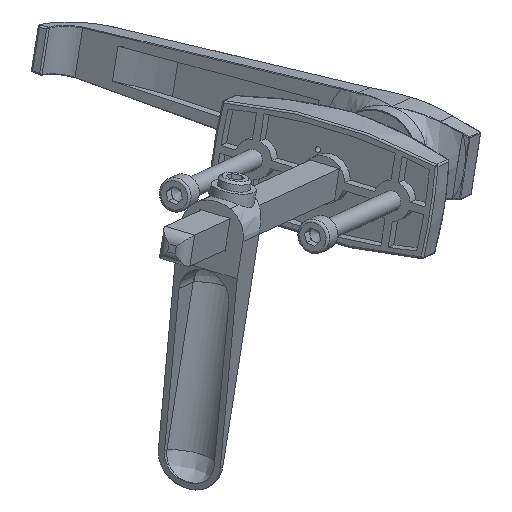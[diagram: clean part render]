
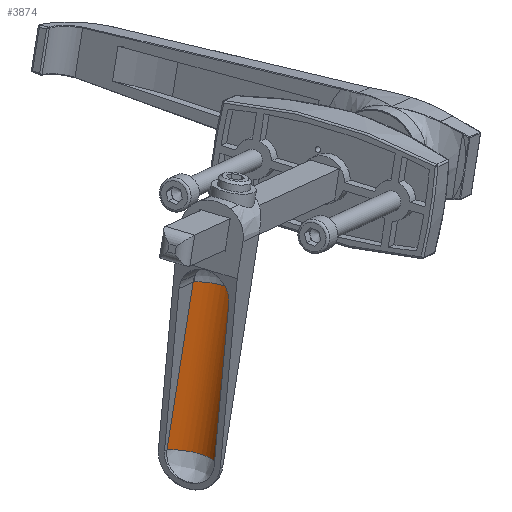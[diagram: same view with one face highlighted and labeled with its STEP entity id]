
A CAD part, front view. The second image highlights one B-rep face of the part: STEP entity #3874.
In plain terms, the highlighted cylindrical face has radius 7.82 mm (diameter 15.64 mm), a partial arc.
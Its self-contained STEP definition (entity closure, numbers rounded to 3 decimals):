
#379=FACE_OUTER_BOUND('',#619,.T.);
#619=EDGE_LOOP('',(#3344,#3345,#3346,#3347,#3348));
#842=CIRCLE('',#4275,7.82);
#843=CIRCLE('',#4277,7.82);
#844=CIRCLE('',#4278,7.82);
#1088=LINE('',#8977,#1385);
#1092=LINE('',#8986,#1389);
#1385=VECTOR('',#5198,1000.);
#1389=VECTOR('',#5204,1000.);
#1847=VERTEX_POINT('',#8965);
#1851=VERTEX_POINT('',#8974);
#1853=VERTEX_POINT('',#8980);
#1855=VERTEX_POINT('',#8984);
#1856=VERTEX_POINT('',#9316);
#2392=EDGE_CURVE('',#1851,#1847,#1088,.T.);
#2396=EDGE_CURVE('',#1853,#1855,#1092,.T.);
#2399=EDGE_CURVE('',#1851,#1855,#842,.T.);
#2400=EDGE_CURVE('',#1847,#1856,#843,.T.);
#2401=EDGE_CURVE('',#1856,#1853,#844,.T.);
#3344=ORIENTED_EDGE('',*,*,#2399,.F.);
#3345=ORIENTED_EDGE('',*,*,#2392,.T.);
#3346=ORIENTED_EDGE('',*,*,#2400,.T.);
#3347=ORIENTED_EDGE('',*,*,#2401,.T.);
#3348=ORIENTED_EDGE('',*,*,#2396,.T.);
#3692=CYLINDRICAL_SURFACE('',#4276,7.82);
#3874=ADVANCED_FACE('',(#379),#3692,.F.);
#4275=AXIS2_PLACEMENT_3D('',#9314,#5205,#5206);
#4276=AXIS2_PLACEMENT_3D('',#9315,#5207,#5208);
#4277=AXIS2_PLACEMENT_3D('',#9317,#5209,#5210);
#4278=AXIS2_PLACEMENT_3D('',#9318,#5211,#5212);
#5198=DIRECTION('',(0.146,-0.302,0.942));
#5204=DIRECTION('',(-0.146,0.302,-0.942));
#5205=DIRECTION('center_axis',(0.146,-0.302,0.942));
#5206=DIRECTION('ref_axis',(-0.879,0.397,0.264));
#5207=DIRECTION('center_axis',(0.146,-0.302,0.942));
#5208=DIRECTION('ref_axis',(-0.879,0.397,0.264));
#5209=DIRECTION('center_axis',(0.146,-0.302,0.942));
#5210=DIRECTION('ref_axis',(-0.879,0.397,0.264));
#5211=DIRECTION('center_axis',(0.146,-0.302,0.942));
#5212=DIRECTION('ref_axis',(-0.879,0.397,0.264));
#8965=CARTESIAN_POINT('',(347.612,23.857,-104.949));
#8974=CARTESIAN_POINT('',(341.313,36.861,-145.448));
#8977=CARTESIAN_POINT('',(347.612,23.857,-104.949));
#8980=CARTESIAN_POINT('',(335.615,29.272,-101.344));
#8984=CARTESIAN_POINT('',(329.316,42.277,-141.844));
#8986=CARTESIAN_POINT('',(335.615,29.272,-101.344));
#9314=CARTESIAN_POINT('Origin',(333.582,36.259,-144.439));
#9315=CARTESIAN_POINT('Origin',(339.88,23.254,-103.94));
#9316=CARTESIAN_POINT('',(335.855,29.43,-101.331));
#9317=CARTESIAN_POINT('Origin',(339.88,23.254,-103.94));
#9318=CARTESIAN_POINT('Origin',(339.88,23.254,-103.94));
